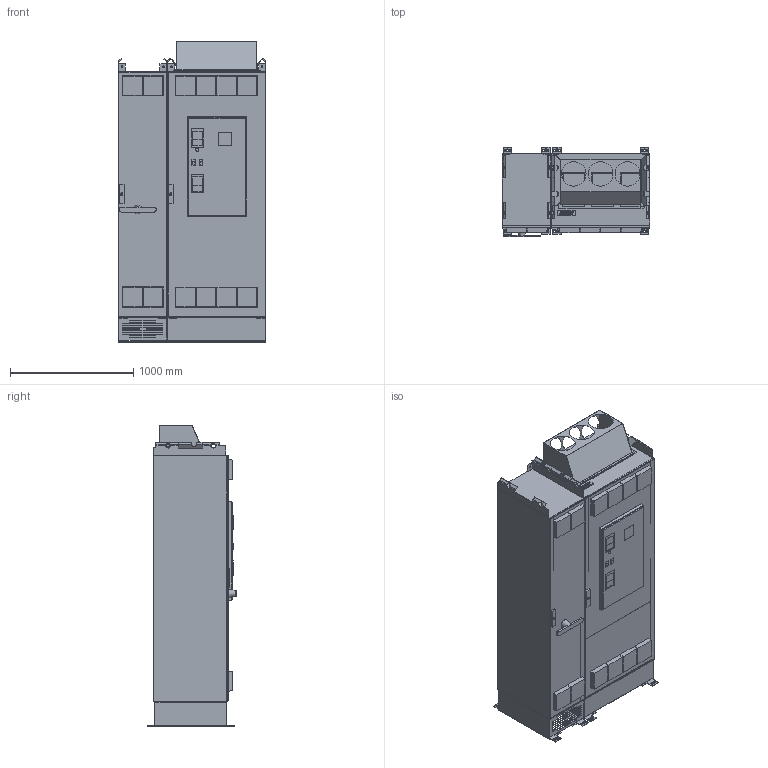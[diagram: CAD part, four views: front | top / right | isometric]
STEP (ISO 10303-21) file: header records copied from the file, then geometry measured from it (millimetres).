
FILE_DESCRIPTION(/* description */ (''),/* implementation_level */ '2;1');
FILE_NAME(/* name */ '181K4964.stp',/* time_stamp */ '2026-01-15T13:56:42+02:00',/* author */ (''),/* organization */ (''),/* preprocessor_version */ 'ST-DEVELOPER v20',/* originating_system */ 'SIEMENS PLM Software NX2312.3002',/* authorisation */ '');
FILE_SCHEMA (('AUTOMOTIVE_DESIGN { 1 0 10303 214 3 1 1 1 }'));
Products named in the file (11): 181K4889; 181K4925; 181K4908; 181K4918; 181K4896; 181K4893; 181K4906; 181K4927; 181K4926; 181K4948; 181K4964
Assembly tree (10 placements, depth 3):
  181K4964
    181K4948
      181K4906
      181K4893
      181K4896
      181K4918
    181K4926
      181K4908
      181K4925
      181K4889
    181K4927
Bounding box: 1200 x 728.4 x 2441.18 mm (x, y, z)
Volume: 716216382.4 mm3; surface area: 38157199.1 mm2
Topology: 8 solids, 25 shells, 2967 faces, 8162 edges, 5394 vertices
Faces by surface type: plane 2273, cylinder 432, torus 163, extrusion 44, cone 35, bspline 20
Full cylindrical faces by diameter (mm): 3 x2, 3.3 x1, 6.5 x4, 7 x8, 8.5 x1, 9 x1, 9.116 x12, 10 x12, 10.5 x17, 12.2 x2, 13 x6, 15 x12, 15.5 x24, 19.788 x2, 20 x12, 22 x1, 25.715 x4, 26 x3, 26.314 x4, 26.353 x4, 28 x1, 28.338 x1, 28.472 x1, 46 x16, 65 x8, 82.584 x8, 165 x4, 200 x6
Entity records: 110371 total; most frequent: CARTESIAN_POINT 21587, ORIENTED_EDGE 15378, DIRECTION 14297, EDGE_CURVE 7689, VECTOR 6371, LINE 6327, VERTEX_POINT 5282, AXIS2_PLACEMENT_3D 3963
